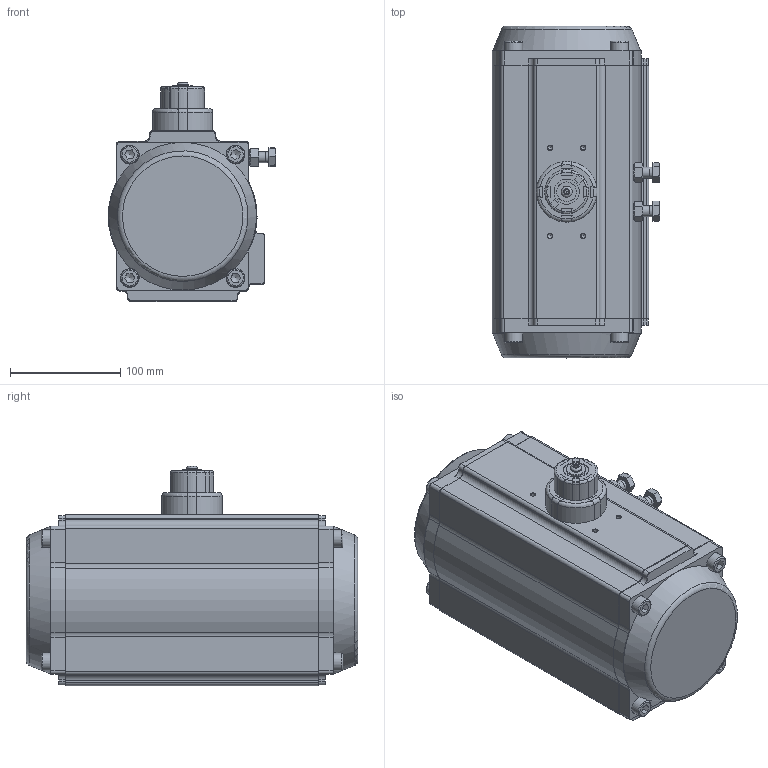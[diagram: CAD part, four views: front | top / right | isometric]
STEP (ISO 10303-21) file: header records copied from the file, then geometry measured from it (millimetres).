
FILE_DESCRIPTION(/* description */ (''),/* implementation_level */ '2;1');
FILE_NAME(/* name */ 'C-125DA.step',/* time_stamp */ '2025-12-25T15:13:12+08:00',/* author */ (''),/* organization */ (''),/* preprocessor_version */ 'ST-DEVELOPER v16',/* originating_system */ 'SIEMENS PLM Software NX 10.0',/* authorisation */ '');
FILE_SCHEMA (('AUTOMOTIVE_DESIGN { 1 0 10303 214 3 1 1 1 }'));
Products named in the file (30): Indicator-125; Stop screw; Nut-stop screw; C-125-01-L; Plug; O-ring adjust screw; Nut adjust screw; Adjust screw; End-cap screw; O-ring end cap; Inside washer; Outside washer; O-ring piston; O-ring-pinion top; O-ring-pinion bottom; Thrust washer; Bearing-pinion bottom; Bearing-pinion top; Bearing-piston; Guide Piston-C-125; C-125-08; Circlip; C-125-03; C-125-04; C-125-01-R; C-125-01; 金属条指示器92-105; 指示器垫片; 指示器螺钉; C-125-00
Assembly tree (47 placements, depth 2):
  C-125-00
    指示器螺钉
    指示器垫片
    金属条指示器92-105
    C-125-01
    C-125-01-R
    C-125-04
    C-125-03  x2
    Circlip
    C-125-08
    Guide Piston-C-125  x2
    Bearing-piston  x2
    Bearing-pinion top
    Bearing-pinion bottom
    Thrust washer
    O-ring-pinion bottom
    O-ring-pinion top
    O-ring piston  x2
    Outside washer
    Inside washer
    O-ring end cap  x2
    End-cap screw  x8
    Adjust screw  x2
    Nut adjust screw  x2
    O-ring adjust screw  x2
    Plug  x2
    C-125-01-L
    Nut-stop screw  x2
    Stop screw  x2
    Indicator-125
Bounding box: 151.96 x 301 x 198.9 mm (x, y, z)
Volume: 2912783.6 mm3; surface area: 768731.8 mm2
Topology: 73 solids, 73 shells, 2201 faces, 5781 edges, 3792 vertices
Faces by surface type: plane 924, cylinder 853, cone 201, torus 95, extrusion 80, bspline 48
Full cylindrical faces by diameter (mm): 2.5 x2, 4.2 x8, 5 x1, 6 x5, 6.5 x1, 6.8 x4, 8 x1, 8.374 x10, 8.376 x14, 8.5 x16, 8.645 x2, 8.647 x2, 9 x4, 10 x29, 10.001 x4, 11 x8, 12.1 x2, 16 x10, 17 x8, 17.8 x1, 22.8 x1, 27 x1, 31.3 x1, 31.4 x3, 32 x25, 35 x8, 36 x1, 44.3 x1, 45 x2, 46.4 x2
Entity records: 58475 total; most frequent: CARTESIAN_POINT 19586, DIRECTION 7837, ORIENTED_EDGE 7634, EDGE_CURVE 3817, AXIS2_PLACEMENT_3D 2987, VERTEX_POINT 2671, EDGE_LOOP 1980, VECTOR 1863
